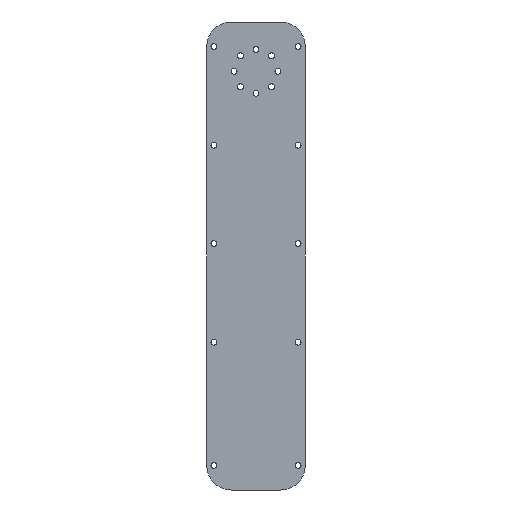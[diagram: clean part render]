
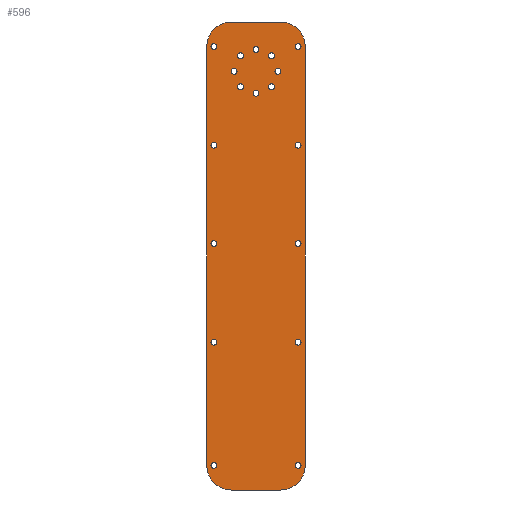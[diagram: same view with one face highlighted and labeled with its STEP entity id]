
A CAD part, left-side view. The second image highlights one B-rep face of the part: STEP entity #596.
In plain terms, the highlighted planar face has unit normal (-1, 0, 0).
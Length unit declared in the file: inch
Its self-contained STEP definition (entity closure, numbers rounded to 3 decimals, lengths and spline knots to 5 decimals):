
#33=FACE_BOUND('',#131,.T.);
#34=FACE_BOUND('',#132,.T.);
#35=FACE_BOUND('',#133,.T.);
#36=FACE_BOUND('',#134,.T.);
#37=FACE_BOUND('',#135,.T.);
#38=FACE_BOUND('',#136,.T.);
#39=FACE_BOUND('',#137,.T.);
#40=FACE_BOUND('',#138,.T.);
#41=FACE_BOUND('',#139,.T.);
#42=FACE_BOUND('',#140,.T.);
#43=FACE_BOUND('',#141,.T.);
#44=FACE_BOUND('',#142,.T.);
#45=FACE_BOUND('',#143,.T.);
#46=FACE_BOUND('',#144,.T.);
#47=FACE_BOUND('',#145,.T.);
#48=FACE_BOUND('',#146,.T.);
#49=FACE_BOUND('',#147,.T.);
#50=FACE_BOUND('',#148,.T.);
#56=PLANE('',#690);
#84=FACE_OUTER_BOUND('',#130,.T.);
#130=EDGE_LOOP('',(#521,#522,#523,#524,#525,#526,#527,#528));
#131=EDGE_LOOP('',(#529));
#132=EDGE_LOOP('',(#530));
#133=EDGE_LOOP('',(#531));
#134=EDGE_LOOP('',(#532));
#135=EDGE_LOOP('',(#533));
#136=EDGE_LOOP('',(#534));
#137=EDGE_LOOP('',(#535));
#138=EDGE_LOOP('',(#536));
#139=EDGE_LOOP('',(#537));
#140=EDGE_LOOP('',(#538));
#141=EDGE_LOOP('',(#539));
#142=EDGE_LOOP('',(#540));
#143=EDGE_LOOP('',(#541));
#144=EDGE_LOOP('',(#542));
#145=EDGE_LOOP('',(#543));
#146=EDGE_LOOP('',(#544));
#147=EDGE_LOOP('',(#545));
#148=EDGE_LOOP('',(#546));
#169=LINE('',#991,#203);
#173=LINE('',#1003,#207);
#177=LINE('',#1015,#211);
#181=LINE('',#1026,#215);
#203=VECTOR('',#829,0.3937);
#207=VECTOR('',#841,0.3937);
#211=VECTOR('',#853,0.3937);
#215=VECTOR('',#865,0.3937);
#218=CIRCLE('',#621,0.06);
#220=CIRCLE('',#624,0.06);
#222=CIRCLE('',#627,0.06);
#224=CIRCLE('',#630,0.06);
#226=CIRCLE('',#633,0.06);
#228=CIRCLE('',#636,0.06);
#230=CIRCLE('',#639,0.06);
#232=CIRCLE('',#642,0.06);
#234=CIRCLE('',#645,0.06);
#236=CIRCLE('',#648,0.06);
#238=CIRCLE('',#651,0.06);
#240=CIRCLE('',#654,0.06);
#242=CIRCLE('',#657,0.06);
#244=CIRCLE('',#660,0.06);
#246=CIRCLE('',#663,0.06);
#248=CIRCLE('',#666,0.06);
#250=CIRCLE('',#669,0.06);
#252=CIRCLE('',#672,0.06);
#253=CIRCLE('',#674,0.5);
#255=CIRCLE('',#678,0.5);
#257=CIRCLE('',#682,0.5);
#259=CIRCLE('',#686,0.5);
#262=VERTEX_POINT('',#875);
#264=VERTEX_POINT('',#881);
#266=VERTEX_POINT('',#887);
#268=VERTEX_POINT('',#893);
#270=VERTEX_POINT('',#899);
#272=VERTEX_POINT('',#905);
#274=VERTEX_POINT('',#911);
#276=VERTEX_POINT('',#917);
#278=VERTEX_POINT('',#923);
#280=VERTEX_POINT('',#929);
#282=VERTEX_POINT('',#935);
#284=VERTEX_POINT('',#941);
#286=VERTEX_POINT('',#947);
#288=VERTEX_POINT('',#953);
#290=VERTEX_POINT('',#959);
#292=VERTEX_POINT('',#965);
#294=VERTEX_POINT('',#971);
#296=VERTEX_POINT('',#977);
#297=VERTEX_POINT('',#981);
#298=VERTEX_POINT('',#982);
#301=VERTEX_POINT('',#990);
#303=VERTEX_POINT('',#996);
#305=VERTEX_POINT('',#1002);
#307=VERTEX_POINT('',#1008);
#309=VERTEX_POINT('',#1014);
#311=VERTEX_POINT('',#1020);
#315=EDGE_CURVE('',#262,#262,#218,.T.);
#318=EDGE_CURVE('',#264,#264,#220,.T.);
#321=EDGE_CURVE('',#266,#266,#222,.T.);
#324=EDGE_CURVE('',#268,#268,#224,.T.);
#327=EDGE_CURVE('',#270,#270,#226,.T.);
#330=EDGE_CURVE('',#272,#272,#228,.T.);
#333=EDGE_CURVE('',#274,#274,#230,.T.);
#336=EDGE_CURVE('',#276,#276,#232,.T.);
#339=EDGE_CURVE('',#278,#278,#234,.T.);
#342=EDGE_CURVE('',#280,#280,#236,.T.);
#345=EDGE_CURVE('',#282,#282,#238,.T.);
#348=EDGE_CURVE('',#284,#284,#240,.T.);
#351=EDGE_CURVE('',#286,#286,#242,.T.);
#354=EDGE_CURVE('',#288,#288,#244,.T.);
#357=EDGE_CURVE('',#290,#290,#246,.T.);
#360=EDGE_CURVE('',#292,#292,#248,.T.);
#363=EDGE_CURVE('',#294,#294,#250,.T.);
#366=EDGE_CURVE('',#296,#296,#252,.T.);
#367=EDGE_CURVE('',#297,#298,#253,.T.);
#371=EDGE_CURVE('',#301,#297,#169,.T.);
#374=EDGE_CURVE('',#303,#301,#255,.T.);
#377=EDGE_CURVE('',#305,#303,#173,.T.);
#380=EDGE_CURVE('',#307,#305,#257,.T.);
#383=EDGE_CURVE('',#309,#307,#177,.T.);
#386=EDGE_CURVE('',#311,#309,#259,.T.);
#389=EDGE_CURVE('',#298,#311,#181,.T.);
#521=ORIENTED_EDGE('',*,*,#389,.F.);
#522=ORIENTED_EDGE('',*,*,#367,.F.);
#523=ORIENTED_EDGE('',*,*,#371,.F.);
#524=ORIENTED_EDGE('',*,*,#374,.F.);
#525=ORIENTED_EDGE('',*,*,#377,.F.);
#526=ORIENTED_EDGE('',*,*,#380,.F.);
#527=ORIENTED_EDGE('',*,*,#383,.F.);
#528=ORIENTED_EDGE('',*,*,#386,.F.);
#529=ORIENTED_EDGE('',*,*,#366,.F.);
#530=ORIENTED_EDGE('',*,*,#363,.F.);
#531=ORIENTED_EDGE('',*,*,#360,.F.);
#532=ORIENTED_EDGE('',*,*,#357,.F.);
#533=ORIENTED_EDGE('',*,*,#354,.F.);
#534=ORIENTED_EDGE('',*,*,#351,.F.);
#535=ORIENTED_EDGE('',*,*,#348,.F.);
#536=ORIENTED_EDGE('',*,*,#345,.F.);
#537=ORIENTED_EDGE('',*,*,#342,.F.);
#538=ORIENTED_EDGE('',*,*,#339,.F.);
#539=ORIENTED_EDGE('',*,*,#336,.F.);
#540=ORIENTED_EDGE('',*,*,#333,.F.);
#541=ORIENTED_EDGE('',*,*,#330,.F.);
#542=ORIENTED_EDGE('',*,*,#327,.F.);
#543=ORIENTED_EDGE('',*,*,#324,.F.);
#544=ORIENTED_EDGE('',*,*,#321,.F.);
#545=ORIENTED_EDGE('',*,*,#318,.F.);
#546=ORIENTED_EDGE('',*,*,#315,.F.);
#596=ADVANCED_FACE('',(#84,#33,#34,#35,#36,#37,#38,#39,#40,#41,#42,#43,
#44,#45,#46,#47,#48,#49,#50),#56,.F.);
#621=AXIS2_PLACEMENT_3D('',#877,#698,#699);
#624=AXIS2_PLACEMENT_3D('',#883,#705,#706);
#627=AXIS2_PLACEMENT_3D('',#889,#712,#713);
#630=AXIS2_PLACEMENT_3D('',#895,#719,#720);
#633=AXIS2_PLACEMENT_3D('',#901,#726,#727);
#636=AXIS2_PLACEMENT_3D('',#907,#733,#734);
#639=AXIS2_PLACEMENT_3D('',#913,#740,#741);
#642=AXIS2_PLACEMENT_3D('',#919,#747,#748);
#645=AXIS2_PLACEMENT_3D('',#925,#754,#755);
#648=AXIS2_PLACEMENT_3D('',#931,#761,#762);
#651=AXIS2_PLACEMENT_3D('',#937,#768,#769);
#654=AXIS2_PLACEMENT_3D('',#943,#775,#776);
#657=AXIS2_PLACEMENT_3D('',#949,#782,#783);
#660=AXIS2_PLACEMENT_3D('',#955,#789,#790);
#663=AXIS2_PLACEMENT_3D('',#961,#796,#797);
#666=AXIS2_PLACEMENT_3D('',#967,#803,#804);
#669=AXIS2_PLACEMENT_3D('',#973,#810,#811);
#672=AXIS2_PLACEMENT_3D('',#979,#817,#818);
#674=AXIS2_PLACEMENT_3D('',#983,#821,#822);
#678=AXIS2_PLACEMENT_3D('',#997,#834,#835);
#682=AXIS2_PLACEMENT_3D('',#1009,#846,#847);
#686=AXIS2_PLACEMENT_3D('',#1021,#858,#859);
#690=AXIS2_PLACEMENT_3D('',#1029,#869,#870);
#698=DIRECTION('center_axis',(-1.,0.,0.));
#699=DIRECTION('ref_axis',(0.,-1.,0.));
#705=DIRECTION('center_axis',(-1.,0.,0.));
#706=DIRECTION('ref_axis',(0.,-1.,0.));
#712=DIRECTION('center_axis',(-1.,0.,0.));
#713=DIRECTION('ref_axis',(0.,-1.,0.));
#719=DIRECTION('center_axis',(-1.,0.,0.));
#720=DIRECTION('ref_axis',(0.,-1.,0.));
#726=DIRECTION('center_axis',(-1.,0.,0.));
#727=DIRECTION('ref_axis',(0.,-1.,0.));
#733=DIRECTION('center_axis',(-1.,0.,0.));
#734=DIRECTION('ref_axis',(0.,-1.,0.));
#740=DIRECTION('center_axis',(-1.,0.,0.));
#741=DIRECTION('ref_axis',(0.,-1.,0.));
#747=DIRECTION('center_axis',(-1.,0.,0.));
#748=DIRECTION('ref_axis',(0.,-1.,0.));
#754=DIRECTION('center_axis',(-1.,0.,0.));
#755=DIRECTION('ref_axis',(0.,-1.,0.));
#761=DIRECTION('center_axis',(-1.,0.,0.));
#762=DIRECTION('ref_axis',(0.,-1.,0.));
#768=DIRECTION('center_axis',(-1.,0.,0.));
#769=DIRECTION('ref_axis',(0.,-1.,0.));
#775=DIRECTION('center_axis',(-1.,0.,0.));
#776=DIRECTION('ref_axis',(0.,-1.,0.));
#782=DIRECTION('center_axis',(-1.,0.,0.));
#783=DIRECTION('ref_axis',(0.,-1.,0.));
#789=DIRECTION('center_axis',(-1.,0.,0.));
#790=DIRECTION('ref_axis',(0.,-1.,0.));
#796=DIRECTION('center_axis',(-1.,0.,0.));
#797=DIRECTION('ref_axis',(0.,-1.,0.));
#803=DIRECTION('center_axis',(-1.,0.,0.));
#804=DIRECTION('ref_axis',(0.,-1.,0.));
#810=DIRECTION('center_axis',(-1.,0.,0.));
#811=DIRECTION('ref_axis',(0.,-1.,0.));
#817=DIRECTION('center_axis',(-1.,0.,0.));
#818=DIRECTION('ref_axis',(0.,-1.,0.));
#821=DIRECTION('center_axis',(1.,0.,0.));
#822=DIRECTION('ref_axis',(0.,1.,0.));
#829=DIRECTION('',(0.,0.,1.));
#834=DIRECTION('center_axis',(1.,0.,0.));
#835=DIRECTION('ref_axis',(0.,0.,-1.));
#841=DIRECTION('',(0.,1.,0.));
#846=DIRECTION('center_axis',(1.,0.,0.));
#847=DIRECTION('ref_axis',(0.,-1.,0.));
#853=DIRECTION('',(0.,0.,-1.));
#858=DIRECTION('center_axis',(1.,0.,0.));
#859=DIRECTION('ref_axis',(0.,0.,1.));
#865=DIRECTION('',(0.,-1.,0.));
#869=DIRECTION('center_axis',(1.,0.,0.));
#870=DIRECTION('ref_axis',(0.,0.,-1.));
#875=CARTESIAN_POINT('',(0.,1.91355,-9.));
#877=CARTESIAN_POINT('Origin',(0.,1.85355,-9.));
#881=CARTESIAN_POINT('',(0.,0.20645,-9.));
#883=CARTESIAN_POINT('Origin',(0.,0.14645,-9.));
#887=CARTESIAN_POINT('',(0.,1.91355,-6.5));
#889=CARTESIAN_POINT('Origin',(0.,1.85355,-6.5));
#893=CARTESIAN_POINT('',(0.,1.37466,-0.68534));
#895=CARTESIAN_POINT('Origin',(0.,1.31466,-0.68534));
#899=CARTESIAN_POINT('',(0.,1.505,-1.));
#901=CARTESIAN_POINT('Origin',(0.,1.445,-1.));
#905=CARTESIAN_POINT('',(0.,1.37466,-1.31466));
#907=CARTESIAN_POINT('Origin',(0.,1.31466,-1.31466));
#911=CARTESIAN_POINT('',(0.,1.06,-1.445));
#913=CARTESIAN_POINT('Origin',(0.,1.,-1.445));
#917=CARTESIAN_POINT('',(0.,0.74534,-1.31466));
#919=CARTESIAN_POINT('Origin',(0.,0.68534,-1.31466));
#923=CARTESIAN_POINT('',(0.,0.615,-1.));
#925=CARTESIAN_POINT('Origin',(0.,0.555,-1.));
#929=CARTESIAN_POINT('',(0.,0.74534,-0.68534));
#931=CARTESIAN_POINT('Origin',(0.,0.68534,-0.68534));
#935=CARTESIAN_POINT('',(0.,1.06,-0.555));
#937=CARTESIAN_POINT('Origin',(0.,1.,-0.555));
#941=CARTESIAN_POINT('',(0.,0.20645,-6.5));
#943=CARTESIAN_POINT('Origin',(0.,0.14645,-6.5));
#947=CARTESIAN_POINT('',(0.,0.20645,-2.5));
#949=CARTESIAN_POINT('Origin',(0.,0.14645,-2.5));
#953=CARTESIAN_POINT('',(0.,0.20645,-4.5));
#955=CARTESIAN_POINT('Origin',(0.,0.14645,-4.5));
#959=CARTESIAN_POINT('',(0.,0.20645,-0.5));
#961=CARTESIAN_POINT('Origin',(0.,0.14645,-0.5));
#965=CARTESIAN_POINT('',(0.,1.91355,-4.5));
#967=CARTESIAN_POINT('Origin',(0.,1.85355,-4.5));
#971=CARTESIAN_POINT('',(0.,1.91355,-2.5));
#973=CARTESIAN_POINT('Origin',(0.,1.85355,-2.5));
#977=CARTESIAN_POINT('',(0.,1.91355,-0.5));
#979=CARTESIAN_POINT('Origin',(0.,1.85355,-0.5));
#981=CARTESIAN_POINT('',(0.,2.,-0.5));
#982=CARTESIAN_POINT('',(0.,1.5,0.));
#983=CARTESIAN_POINT('Origin',(0.,1.5,-0.5));
#990=CARTESIAN_POINT('',(0.,2.,-9.));
#991=CARTESIAN_POINT('',(0.,2.,-9.));
#996=CARTESIAN_POINT('',(0.,1.5,-9.5));
#997=CARTESIAN_POINT('Origin',(0.,1.5,-9.));
#1002=CARTESIAN_POINT('',(0.,0.5,-9.5));
#1003=CARTESIAN_POINT('',(0.,0.5,-9.5));
#1008=CARTESIAN_POINT('',(0.,0.,-9.));
#1009=CARTESIAN_POINT('Origin',(0.,0.5,-9.));
#1014=CARTESIAN_POINT('',(0.,0.,-0.5));
#1015=CARTESIAN_POINT('',(0.,0.,-0.5));
#1020=CARTESIAN_POINT('',(0.,0.5,0.));
#1021=CARTESIAN_POINT('Origin',(0.,0.5,-0.5));
#1026=CARTESIAN_POINT('',(0.,1.5,0.));
#1029=CARTESIAN_POINT('Origin',(0.,1.,-4.75));
